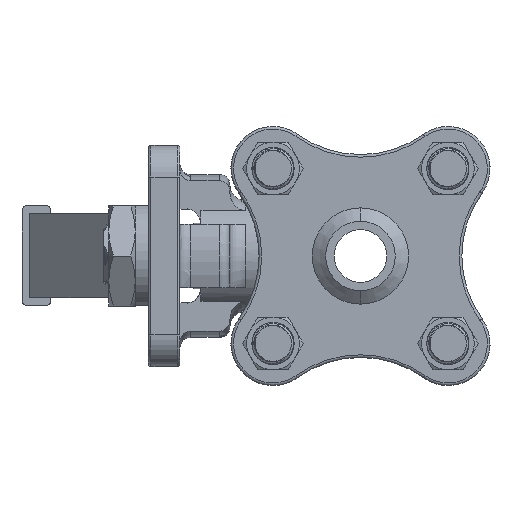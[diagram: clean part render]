
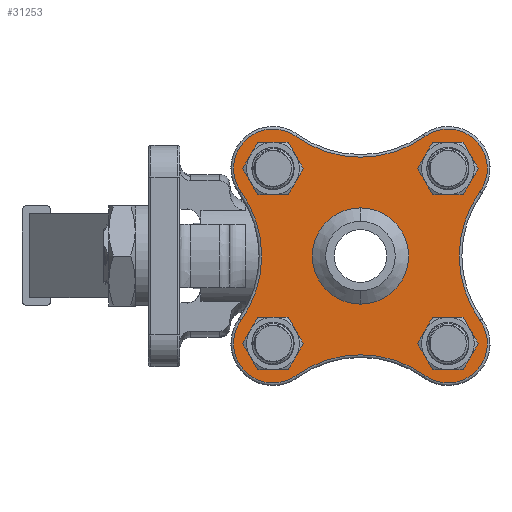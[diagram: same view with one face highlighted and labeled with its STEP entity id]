
A CAD part, left-side view. The second image highlights one B-rep face of the part: STEP entity #31253.
In plain terms, the highlighted planar face has unit normal (-1, 0, 0).
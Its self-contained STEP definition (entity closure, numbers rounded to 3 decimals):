
#30572=CARTESIAN_POINT('',(-6.,-16.617,-16.617));
#30573=DIRECTION('',(-1.,0.,0.));
#30574=DIRECTION('',(0.,-1.,0.));
#30575=AXIS2_PLACEMENT_3D('',#30572,#30573,#30574);
#30577=CARTESIAN_POINT('',(-6.,-16.617,-16.617));
#30578=DIRECTION('',(-1.,0.,0.));
#30579=DIRECTION('',(0.,1.,0.));
#30580=AXIS2_PLACEMENT_3D('',#30577,#30578,#30579);
#30582=CARTESIAN_POINT('',(-6.,-16.617,16.617));
#30583=DIRECTION('',(-1.,0.,0.));
#30584=DIRECTION('',(0.,-1.,0.));
#30585=AXIS2_PLACEMENT_3D('',#30582,#30583,#30584);
#30587=CARTESIAN_POINT('',(-6.,-16.617,16.617));
#30588=DIRECTION('',(-1.,0.,0.));
#30589=DIRECTION('',(0.,1.,0.));
#30590=AXIS2_PLACEMENT_3D('',#30587,#30588,#30589);
#30592=CARTESIAN_POINT('',(-6.,16.617,16.617));
#30593=DIRECTION('',(-1.,0.,0.));
#30594=DIRECTION('',(0.,-1.,0.));
#30595=AXIS2_PLACEMENT_3D('',#30592,#30593,#30594);
#30597=CARTESIAN_POINT('',(-6.,16.617,16.617));
#30598=DIRECTION('',(-1.,0.,0.));
#30599=DIRECTION('',(0.,1.,0.));
#30600=AXIS2_PLACEMENT_3D('',#30597,#30598,#30599);
#30602=CARTESIAN_POINT('',(-6.,16.617,-16.617));
#30603=DIRECTION('',(-1.,0.,0.));
#30604=DIRECTION('',(0.,-1.,0.));
#30605=AXIS2_PLACEMENT_3D('',#30602,#30603,#30604);
#30607=CARTESIAN_POINT('',(-6.,16.617,-16.617));
#30608=DIRECTION('',(-1.,0.,0.));
#30609=DIRECTION('',(0.,1.,0.));
#30610=AXIS2_PLACEMENT_3D('',#30607,#30608,#30609);
#30612=CARTESIAN_POINT('',(-6.,16.617,16.617));
#30613=DIRECTION('',(-1.,0.,0.));
#30614=DIRECTION('',(0.,-0.583,0.812));
#30615=AXIS2_PLACEMENT_3D('',#30612,#30613,#30614);
#30617=CARTESIAN_POINT('',(-6.,0.,39.771));
#30618=DIRECTION('',(1.,0.,0.));
#30619=DIRECTION('',(0.,-0.583,-0.812));
#30620=AXIS2_PLACEMENT_3D('',#30617,#30618,#30619);
#30622=CARTESIAN_POINT('',(-6.,-16.617,16.617));
#30623=DIRECTION('',(-1.,0.,0.));
#30624=DIRECTION('',(0.,-0.812,-0.583));
#30625=AXIS2_PLACEMENT_3D('',#30622,#30623,#30624);
#30627=CARTESIAN_POINT('',(-6.,-39.771,0.));
#30628=DIRECTION('',(1.,0.,0.));
#30629=DIRECTION('',(0.,0.812,-0.583));
#30630=AXIS2_PLACEMENT_3D('',#30627,#30628,#30629);
#30632=CARTESIAN_POINT('',(-6.,-16.617,-16.617));
#30633=DIRECTION('',(-1.,0.,0.));
#30634=DIRECTION('',(0.,0.583,-0.812));
#30635=AXIS2_PLACEMENT_3D('',#30632,#30633,#30634);
#30637=CARTESIAN_POINT('',(-6.,0.,-39.771));
#30638=DIRECTION('',(1.,0.,0.));
#30639=DIRECTION('',(0.,0.583,0.812));
#30640=AXIS2_PLACEMENT_3D('',#30637,#30638,#30639);
#30642=CARTESIAN_POINT('',(-6.,16.617,-16.617));
#30643=DIRECTION('',(-1.,0.,0.));
#30644=DIRECTION('',(0.,0.812,0.583));
#30645=AXIS2_PLACEMENT_3D('',#30642,#30643,#30644);
#30647=CARTESIAN_POINT('',(-6.,39.771,0.));
#30648=DIRECTION('',(1.,0.,0.));
#30649=DIRECTION('',(0.,-0.812,0.583));
#30650=AXIS2_PLACEMENT_3D('',#30647,#30648,#30649);
#30652=CARTESIAN_POINT('',(-6.,0.,0.));
#30653=DIRECTION('',(-1.,0.,0.));
#30654=DIRECTION('',(0.,0.,-1.));
#30655=AXIS2_PLACEMENT_3D('',#30652,#30653,#30654);
#30657=CARTESIAN_POINT('',(-6.,0.,0.));
#30658=DIRECTION('',(-1.,0.,0.));
#30659=DIRECTION('',(0.,0.,1.));
#30660=AXIS2_PLACEMENT_3D('',#30657,#30658,#30659);
#31004=CARTESIAN_POINT('',(-6.,-20.917,-16.617));
#31005=CARTESIAN_POINT('',(-6.,-12.317,-16.617));
#31006=VERTEX_POINT('',#31004);
#31007=VERTEX_POINT('',#31005);
#31008=CARTESIAN_POINT('',(-6.,-20.917,16.617));
#31009=CARTESIAN_POINT('',(-6.,-12.317,16.617));
#31010=VERTEX_POINT('',#31008);
#31011=VERTEX_POINT('',#31009);
#31012=CARTESIAN_POINT('',(-6.,12.317,16.617));
#31013=CARTESIAN_POINT('',(-6.,20.917,16.617));
#31014=VERTEX_POINT('',#31012);
#31015=VERTEX_POINT('',#31013);
#31016=CARTESIAN_POINT('',(-6.,12.317,-16.617));
#31017=CARTESIAN_POINT('',(-6.,20.917,-16.617));
#31018=VERTEX_POINT('',#31016);
#31019=VERTEX_POINT('',#31017);
#31028=CARTESIAN_POINT('',(-6.,12.244,22.71));
#31029=CARTESIAN_POINT('',(-6.,22.71,12.244));
#31030=VERTEX_POINT('',#31028);
#31031=VERTEX_POINT('',#31029);
#31036=CARTESIAN_POINT('',(-6.,22.71,-12.244));
#31037=VERTEX_POINT('',#31036);
#31040=CARTESIAN_POINT('',(-6.,12.244,-22.71));
#31041=VERTEX_POINT('',#31040);
#31044=CARTESIAN_POINT('',(-6.,-12.244,-22.71));
#31045=VERTEX_POINT('',#31044);
#31048=CARTESIAN_POINT('',(-6.,-22.71,-12.244));
#31049=VERTEX_POINT('',#31048);
#31052=CARTESIAN_POINT('',(-6.,-22.71,12.244));
#31053=VERTEX_POINT('',#31052);
#31056=CARTESIAN_POINT('',(-6.,-12.244,22.71));
#31057=VERTEX_POINT('',#31056);
#31092=CARTESIAN_POINT('',(-6.,0.,-9.145));
#31093=CARTESIAN_POINT('',(-6.,0.,9.145));
#31094=VERTEX_POINT('',#31092);
#31095=VERTEX_POINT('',#31093);
#31202=CARTESIAN_POINT('',(-6.,0.,0.));
#31203=DIRECTION('',(1.,0.,0.));
#31204=DIRECTION('',(0.,-1.,0.));
#31205=AXIS2_PLACEMENT_3D('',#31202,#31203,#31204);
#31206=PLANE('',#31205);
#31208=ORIENTED_EDGE('',*,*,#31207,.F.);
#31210=ORIENTED_EDGE('',*,*,#31209,.F.);
#31212=ORIENTED_EDGE('',*,*,#31211,.F.);
#31214=ORIENTED_EDGE('',*,*,#31213,.F.);
#31216=ORIENTED_EDGE('',*,*,#31215,.F.);
#31218=ORIENTED_EDGE('',*,*,#31217,.F.);
#31220=ORIENTED_EDGE('',*,*,#31219,.F.);
#31222=ORIENTED_EDGE('',*,*,#31221,.F.);
#31223=EDGE_LOOP('',(#31208,#31210,#31212,#31214,#31216,#31218,#31220,#31222));
#31224=FACE_OUTER_BOUND('',#31223,.F.);
#31226=ORIENTED_EDGE('',*,*,#31225,.T.);
#31228=ORIENTED_EDGE('',*,*,#31227,.T.);
#31229=EDGE_LOOP('',(#31226,#31228));
#31230=FACE_BOUND('',#31229,.F.);
#31232=ORIENTED_EDGE('',*,*,#31231,.T.);
#31234=ORIENTED_EDGE('',*,*,#31233,.T.);
#31235=EDGE_LOOP('',(#31232,#31234));
#31236=FACE_BOUND('',#31235,.F.);
#31238=ORIENTED_EDGE('',*,*,#31237,.T.);
#31240=ORIENTED_EDGE('',*,*,#31239,.T.);
#31241=EDGE_LOOP('',(#31238,#31240));
#31242=FACE_BOUND('',#31241,.F.);
#31243=ORIENTED_EDGE('',*,*,#31182,.T.);
#31244=ORIENTED_EDGE('',*,*,#31196,.T.);
#31245=EDGE_LOOP('',(#31243,#31244));
#31246=FACE_BOUND('',#31245,.F.);
#31248=ORIENTED_EDGE('',*,*,#31247,.T.);
#31250=ORIENTED_EDGE('',*,*,#31249,.T.);
#31251=EDGE_LOOP('',(#31248,#31250));
#31252=FACE_BOUND('',#31251,.F.);
#30576=CIRCLE('',#30575,4.3);
#30581=CIRCLE('',#30580,4.3);
#30586=CIRCLE('',#30585,4.3);
#30591=CIRCLE('',#30590,4.3);
#30596=CIRCLE('',#30595,4.3);
#30601=CIRCLE('',#30600,4.3);
#30606=CIRCLE('',#30605,4.3);
#30611=CIRCLE('',#30610,4.3);
#30616=CIRCLE('',#30615,7.5);
#30621=CIRCLE('',#30620,21.);
#30626=CIRCLE('',#30625,7.5);
#30631=CIRCLE('',#30630,21.);
#30636=CIRCLE('',#30635,7.5);
#30641=CIRCLE('',#30640,21.);
#30646=CIRCLE('',#30645,7.5);
#30651=CIRCLE('',#30650,21.);
#30656=CIRCLE('',#30655,9.145);
#30661=CIRCLE('',#30660,9.145);
#31182=EDGE_CURVE('',#31006,#31007,#30576,.T.);
#31196=EDGE_CURVE('',#31007,#31006,#30581,.T.);
#31207=EDGE_CURVE('',#31030,#31031,#30616,.T.);
#31209=EDGE_CURVE('',#31057,#31030,#30621,.T.);
#31211=EDGE_CURVE('',#31053,#31057,#30626,.T.);
#31213=EDGE_CURVE('',#31049,#31053,#30631,.T.);
#31215=EDGE_CURVE('',#31045,#31049,#30636,.T.);
#31217=EDGE_CURVE('',#31041,#31045,#30641,.T.);
#31219=EDGE_CURVE('',#31037,#31041,#30646,.T.);
#31221=EDGE_CURVE('',#31031,#31037,#30651,.T.);
#31225=EDGE_CURVE('',#31010,#31011,#30586,.T.);
#31227=EDGE_CURVE('',#31011,#31010,#30591,.T.);
#31231=EDGE_CURVE('',#31014,#31015,#30596,.T.);
#31233=EDGE_CURVE('',#31015,#31014,#30601,.T.);
#31237=EDGE_CURVE('',#31018,#31019,#30606,.T.);
#31239=EDGE_CURVE('',#31019,#31018,#30611,.T.);
#31247=EDGE_CURVE('',#31094,#31095,#30656,.T.);
#31249=EDGE_CURVE('',#31095,#31094,#30661,.T.);
#31253=ADVANCED_FACE('',(#31224,#31230,#31236,#31242,#31246,#31252),#31206,.F.);
